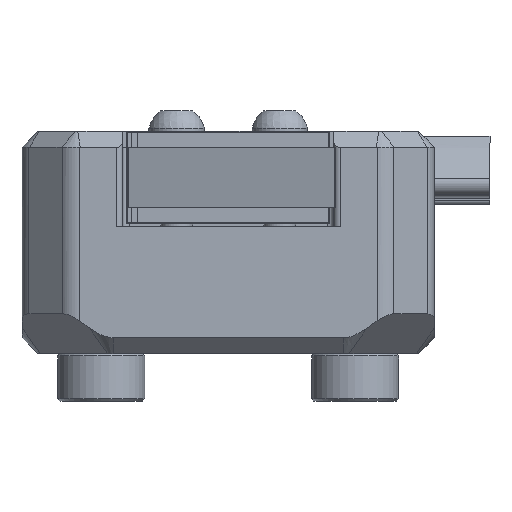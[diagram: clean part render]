
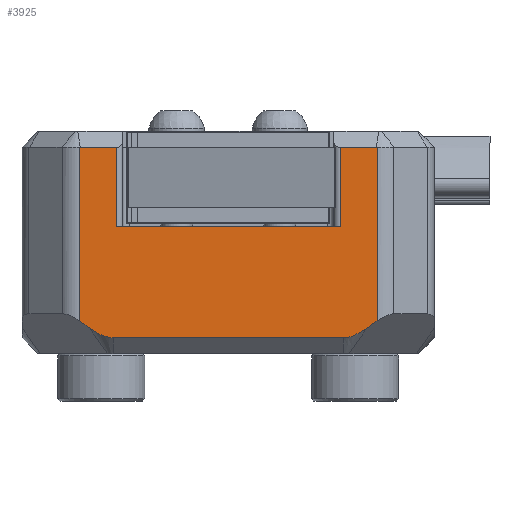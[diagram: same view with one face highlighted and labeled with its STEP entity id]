
A CAD part, front view. The second image highlights one B-rep face of the part: STEP entity #3925.
In plain terms, the highlighted face is planar.
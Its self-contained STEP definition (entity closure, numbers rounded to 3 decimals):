
#92=(
BOUNDED_CURVE()
B_SPLINE_CURVE(2,(#6424,#6425,#6426),.UNSPECIFIED.,.F.,.F.)
B_SPLINE_CURVE_WITH_KNOTS((3,3),(7.655,7.807),
 .UNSPECIFIED.)
CURVE()
GEOMETRIC_REPRESENTATION_ITEM()
RATIONAL_B_SPLINE_CURVE((27.074,27.095,27.107))
REPRESENTATION_ITEM('')
);
#93=(
BOUNDED_CURVE()
B_SPLINE_CURVE(2,(#6432,#6433,#6434),.UNSPECIFIED.,.F.,.F.)
B_SPLINE_CURVE_WITH_KNOTS((3,3),(1.892,2.408),
 .UNSPECIFIED.)
CURVE()
GEOMETRIC_REPRESENTATION_ITEM()
RATIONAL_B_SPLINE_CURVE((1.,1.349,1.508))
REPRESENTATION_ITEM('')
);
#94=(
BOUNDED_CURVE()
B_SPLINE_CURVE(2,(#6438,#6439,#6440),.UNSPECIFIED.,.F.,.F.)
B_SPLINE_CURVE_WITH_KNOTS((3,3),(1.376,1.892),
 .UNSPECIFIED.)
CURVE()
GEOMETRIC_REPRESENTATION_ITEM()
RATIONAL_B_SPLINE_CURVE((1.508,1.349,1.))
REPRESENTATION_ITEM('')
);
#95=(
BOUNDED_CURVE()
B_SPLINE_CURVE(2,(#6446,#6447,#6448,#6449),.UNSPECIFIED.,.F.,.F.)
B_SPLINE_CURVE_WITH_KNOTS((3,1,3),(8.182,8.295,8.333),
 .UNSPECIFIED.)
CURVE()
GEOMETRIC_REPRESENTATION_ITEM()
RATIONAL_B_SPLINE_CURVE((27.107,27.098,27.08,
27.074))
REPRESENTATION_ITEM('')
);
#296=PLANE('',#4315);
#474=FACE_OUTER_BOUND('',#721,.T.);
#721=EDGE_LOOP('',(#3257,#3258,#3259,#3260,#3261,#3262,#3263,#3264,#3265,
#3266,#3267,#3268,#3269,#3270));
#1042=LINE('',#6387,#1413);
#1054=LINE('',#6419,#1425);
#1055=LINE('',#6422,#1426);
#1056=LINE('',#6428,#1427);
#1057=LINE('',#6430,#1428);
#1058=LINE('',#6436,#1429);
#1059=LINE('',#6442,#1430);
#1060=LINE('',#6444,#1431);
#1061=LINE('',#6450,#1432);
#1062=LINE('',#6451,#1433);
#1413=VECTOR('',#5140,10.);
#1425=VECTOR('',#5164,10.);
#1426=VECTOR('',#5167,10.);
#1427=VECTOR('',#5168,10.);
#1428=VECTOR('',#5169,10.);
#1429=VECTOR('',#5170,10.);
#1430=VECTOR('',#5171,10.);
#1431=VECTOR('',#5172,10.);
#1432=VECTOR('',#5173,10.);
#1433=VECTOR('',#5174,10.);
#1916=VERTEX_POINT('',#6384);
#1917=VERTEX_POINT('',#6386);
#1928=VERTEX_POINT('',#6412);
#1931=VERTEX_POINT('',#6417);
#1932=VERTEX_POINT('',#6421);
#1933=VERTEX_POINT('',#6423);
#1934=VERTEX_POINT('',#6427);
#1935=VERTEX_POINT('',#6429);
#1936=VERTEX_POINT('',#6431);
#1937=VERTEX_POINT('',#6435);
#1938=VERTEX_POINT('',#6437);
#1939=VERTEX_POINT('',#6441);
#1940=VERTEX_POINT('',#6443);
#1941=VERTEX_POINT('',#6445);
#2382=EDGE_CURVE('',#1916,#1917,#1042,.T.);
#2398=EDGE_CURVE('',#1931,#1928,#1054,.T.);
#2399=EDGE_CURVE('',#1932,#1916,#1055,.T.);
#2400=EDGE_CURVE('',#1933,#1932,#92,.F.);
#2401=EDGE_CURVE('',#1934,#1933,#1056,.T.);
#2402=EDGE_CURVE('',#1934,#1935,#1057,.T.);
#2403=EDGE_CURVE('',#1936,#1935,#93,.T.);
#2404=EDGE_CURVE('',#1937,#1936,#1058,.T.);
#2405=EDGE_CURVE('',#1938,#1937,#94,.T.);
#2406=EDGE_CURVE('',#1938,#1939,#1059,.T.);
#2407=EDGE_CURVE('',#1940,#1939,#1060,.T.);
#2408=EDGE_CURVE('',#1941,#1940,#95,.F.);
#2409=EDGE_CURVE('',#1928,#1941,#1061,.T.);
#2410=EDGE_CURVE('',#1917,#1931,#1062,.T.);
#3257=ORIENTED_EDGE('',*,*,#2382,.F.);
#3258=ORIENTED_EDGE('',*,*,#2399,.F.);
#3259=ORIENTED_EDGE('',*,*,#2400,.F.);
#3260=ORIENTED_EDGE('',*,*,#2401,.F.);
#3261=ORIENTED_EDGE('',*,*,#2402,.T.);
#3262=ORIENTED_EDGE('',*,*,#2403,.F.);
#3263=ORIENTED_EDGE('',*,*,#2404,.F.);
#3264=ORIENTED_EDGE('',*,*,#2405,.F.);
#3265=ORIENTED_EDGE('',*,*,#2406,.T.);
#3266=ORIENTED_EDGE('',*,*,#2407,.F.);
#3267=ORIENTED_EDGE('',*,*,#2408,.F.);
#3268=ORIENTED_EDGE('',*,*,#2409,.F.);
#3269=ORIENTED_EDGE('',*,*,#2398,.F.);
#3270=ORIENTED_EDGE('',*,*,#2410,.F.);
#3925=ADVANCED_FACE('',(#474),#296,.F.);
#4315=AXIS2_PLACEMENT_3D('',#6420,#5165,#5166);
#5140=DIRECTION('',(1.,0.,0.));
#5164=DIRECTION('',(-1.,0.,0.));
#5165=DIRECTION('center_axis',(0.,0.,1.));
#5166=DIRECTION('ref_axis',(1.,0.,0.));
#5167=DIRECTION('',(0.,-1.,0.));
#5168=DIRECTION('',(-1.,0.,0.));
#5169=DIRECTION('',(0.577,-0.816,0.));
#5170=DIRECTION('',(0.,1.,0.));
#5171=DIRECTION('',(-0.577,-0.816,0.));
#5172=DIRECTION('',(1.,0.,0.));
#5173=DIRECTION('',(0.,-1.,0.));
#5174=DIRECTION('',(0.,-1.,0.));
#6384=CARTESIAN_POINT('',(-47.075,-44.072,0.));
#6386=CARTESIAN_POINT('',(-42.075,-44.072,0.));
#6387=CARTESIAN_POINT('',(-42.625,-44.072,0.));
#6412=CARTESIAN_POINT('',(-47.075,-58.172,0.));
#6417=CARTESIAN_POINT('',(-42.075,-58.172,0.));
#6419=CARTESIAN_POINT('',(-42.625,-58.172,0.));
#6420=CARTESIAN_POINT('Origin',(-37.125,-50.368,0.));
#6421=CARTESIAN_POINT('',(-47.075,-41.788,0.));
#6422=CARTESIAN_POINT('',(-47.075,-45.166,0.));
#6423=CARTESIAN_POINT('',(-47.074,-41.743,0.));
#6424=CARTESIAN_POINT('Ctrl Pts',(-47.075,-41.788,0.));
#6425=CARTESIAN_POINT('Ctrl Pts',(-47.075,-41.766,0.));
#6426=CARTESIAN_POINT('Ctrl Pts',(-47.074,-41.743,0.));
#6427=CARTESIAN_POINT('',(-36.136,-41.743,0.));
#6428=CARTESIAN_POINT('',(-35.168,-41.743,0.));
#6429=CARTESIAN_POINT('',(-35.697,-42.365,0.));
#6430=CARTESIAN_POINT('',(-33.808,-45.035,0.));
#6431=CARTESIAN_POINT('',(-35.075,-43.865,0.));
#6432=CARTESIAN_POINT('Ctrl Pts',(-35.075,-43.865,0.));
#6433=CARTESIAN_POINT('Ctrl Pts',(-35.075,-43.243,0.));
#6434=CARTESIAN_POINT('Ctrl Pts',(-35.697,-42.365,0.));
#6435=CARTESIAN_POINT('',(-35.075,-58.379,0.));
#6436=CARTESIAN_POINT('',(-35.075,-52.57,0.));
#6437=CARTESIAN_POINT('',(-35.697,-59.879,0.));
#6438=CARTESIAN_POINT('Ctrl Pts',(-35.697,-59.879,0.));
#6439=CARTESIAN_POINT('Ctrl Pts',(-35.075,-59.001,0.));
#6440=CARTESIAN_POINT('Ctrl Pts',(-35.075,-58.379,0.));
#6441=CARTESIAN_POINT('',(-36.136,-60.501,0.));
#6442=CARTESIAN_POINT('',(-33.883,-57.314,0.));
#6443=CARTESIAN_POINT('',(-47.074,-60.501,0.));
#6444=CARTESIAN_POINT('',(-35.168,-60.501,0.));
#6445=CARTESIAN_POINT('',(-47.075,-60.455,0.));
#6446=CARTESIAN_POINT('Ctrl Pts',(-47.074,-60.501,0.));
#6447=CARTESIAN_POINT('Ctrl Pts',(-47.075,-60.484,0.));
#6448=CARTESIAN_POINT('Ctrl Pts',(-47.075,-60.461,0.));
#6449=CARTESIAN_POINT('Ctrl Pts',(-47.075,-60.455,0.));
#6450=CARTESIAN_POINT('',(-47.075,-45.166,0.));
#6451=CARTESIAN_POINT('',(-42.075,-42.272,0.));
